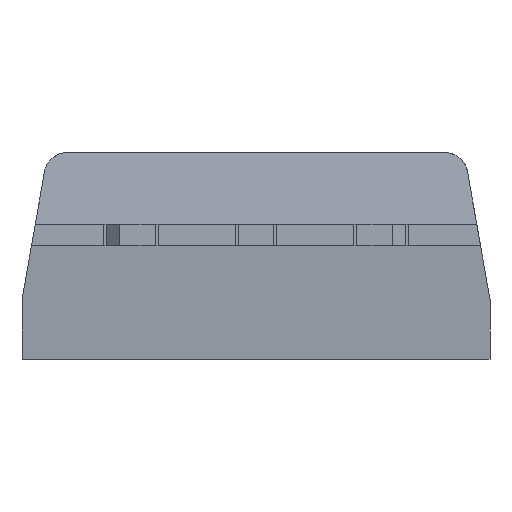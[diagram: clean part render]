
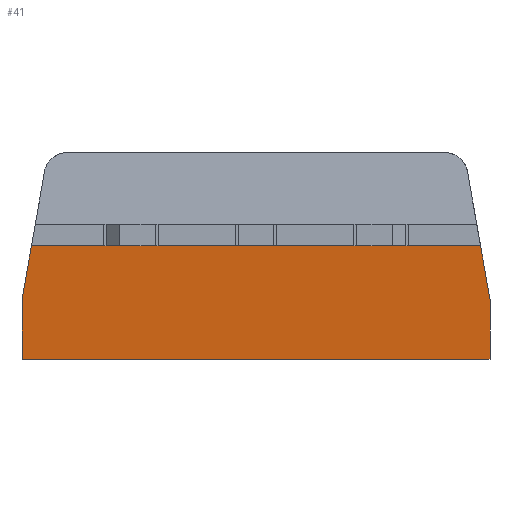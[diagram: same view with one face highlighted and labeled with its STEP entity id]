
A CAD part, front view. The second image highlights one B-rep face of the part: STEP entity #41.
In plain terms, the highlighted planar face has unit normal (0, -0.996, -0.087).
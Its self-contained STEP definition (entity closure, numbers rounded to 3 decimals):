
#32 = CARTESIAN_POINT ( 'NONE',  ( 5.015, 5.013, -2.218 ) ) ;
#41 = ADVANCED_FACE ( 'NONE', ( #1487 ), #2357, .F. ) ;
#97 = CARTESIAN_POINT ( 'NONE',  ( 4.812, 4.8, 0.218 ) ) ;
#99 = CARTESIAN_POINT ( 'NONE',  ( -5.015, 5.013, -2.218 ) ) ;
#202 = ORIENTED_EDGE ( 'NONE', *, *, #1594, .F. ) ;
#226 = EDGE_CURVE ( 'NONE', #2327, #604, #2256, .T. ) ;
#231 = VERTEX_POINT ( 'NONE', #794 ) ;
#290 = VECTOR ( 'NONE', #841, 1000. ) ;
#424 = EDGE_CURVE ( 'NONE', #231, #2327, #1654, .T. ) ;
#486 = VECTOR ( 'NONE', #1022, 1000. ) ;
#604 = VERTEX_POINT ( 'NONE', #1397 ) ;
#709 = CARTESIAN_POINT ( 'NONE',  ( 5.015, 5.013, -2.218 ) ) ;
#794 = CARTESIAN_POINT ( 'NONE',  ( 5.015, 4.901, -0.933 ) ) ;
#804 = DIRECTION ( 'NONE',  ( -1., 0., 0. ) ) ;
#841 = DIRECTION ( 'NONE',  ( -0.173, 0.086, -0.981 ) ) ;
#851 = DIRECTION ( 'NONE',  ( 0., 0.087, -0.996 ) ) ;
#891 = VERTEX_POINT ( 'NONE', #1219 ) ;
#902 = EDGE_CURVE ( 'NONE', #1530, #1561, #1765, .T. ) ;
#947 = ORIENTED_EDGE ( 'NONE', *, *, #424, .T. ) ;
#980 = LINE ( 'NONE', #32, #1208 ) ;
#1000 = EDGE_LOOP ( 'NONE', ( #1691, #947, #2150, #2162, #1410, #202 ) ) ;
#1005 = VECTOR ( 'NONE', #1173, 1000. ) ;
#1011 = CARTESIAN_POINT ( 'NONE',  ( -5.015, 5.013, -2.218 ) ) ;
#1022 = DIRECTION ( 'NONE',  ( 0., 0.087, -0.996 ) ) ;
#1116 = DIRECTION ( 'NONE',  ( 0., -0.087, 0.996 ) ) ;
#1173 = DIRECTION ( 'NONE',  ( -1., 0., 0. ) ) ;
#1185 = CARTESIAN_POINT ( 'NONE',  ( 5.015, 4.8, 0.217 ) ) ;
#1208 = VECTOR ( 'NONE', #804, 1000. ) ;
#1219 = CARTESIAN_POINT ( 'NONE',  ( 5.015, 5.013, -2.218 ) ) ;
#1288 = CARTESIAN_POINT ( 'NONE',  ( 5.235, 5.01, -2.179 ) ) ;
#1397 = CARTESIAN_POINT ( 'NONE',  ( -4.812, 4.8, 0.218 ) ) ;
#1410 = ORIENTED_EDGE ( 'NONE', *, *, #902, .T. ) ;
#1461 = DIRECTION ( 'NONE',  ( 0., 0.996, 0.087 ) ) ;
#1475 = VECTOR ( 'NONE', #1642, 1000. ) ;
#1487 = FACE_OUTER_BOUND ( 'NONE', #1000, .T. ) ;
#1530 = VERTEX_POINT ( 'NONE', #2041 ) ;
#1535 = CARTESIAN_POINT ( 'NONE',  ( 5.015, 5.013, -2.218 ) ) ;
#1561 = VERTEX_POINT ( 'NONE', #1011 ) ;
#1585 = LINE ( 'NONE', #1535, #486 ) ;
#1594 = EDGE_CURVE ( 'NONE', #891, #1561, #980, .T. ) ;
#1616 = EDGE_CURVE ( 'NONE', #604, #1530, #1943, .T. ) ;
#1642 = DIRECTION ( 'NONE',  ( -0.173, -0.086, 0.981 ) ) ;
#1643 = EDGE_CURVE ( 'NONE', #231, #891, #1585, .T. ) ;
#1654 = LINE ( 'NONE', #1288, #1475 ) ;
#1691 = ORIENTED_EDGE ( 'NONE', *, *, #1643, .F. ) ;
#1712 = CARTESIAN_POINT ( 'NONE',  ( -4.935, 4.861, -0.476 ) ) ;
#1765 = LINE ( 'NONE', #99, #2115 ) ;
#1840 = AXIS2_PLACEMENT_3D ( 'NONE', #709, #1461, #1116 ) ;
#1943 = LINE ( 'NONE', #1712, #290 ) ;
#2041 = CARTESIAN_POINT ( 'NONE',  ( -5.015, 4.901, -0.933 ) ) ;
#2115 = VECTOR ( 'NONE', #851, 1000. ) ;
#2150 = ORIENTED_EDGE ( 'NONE', *, *, #226, .T. ) ;
#2162 = ORIENTED_EDGE ( 'NONE', *, *, #1616, .T. ) ;
#2256 = LINE ( 'NONE', #1185, #1005 ) ;
#2327 = VERTEX_POINT ( 'NONE', #97 ) ;
#2357 = PLANE ( 'NONE',  #1840 ) ;
